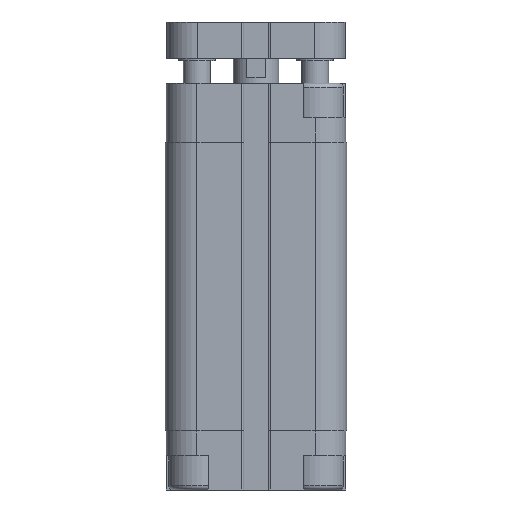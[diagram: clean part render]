
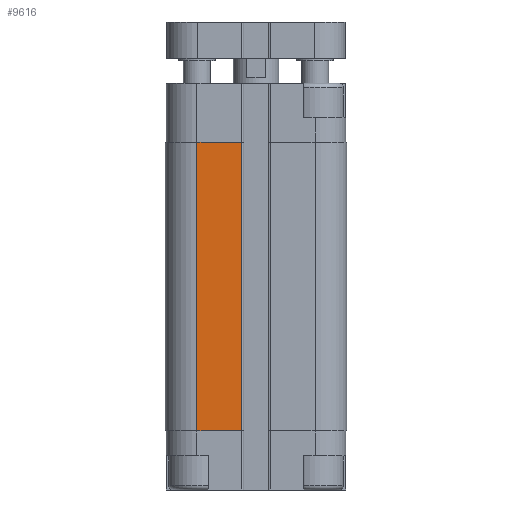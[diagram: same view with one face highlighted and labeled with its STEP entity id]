
A CAD part, front view. The second image highlights one B-rep face of the part: STEP entity #9616.
In plain terms, the highlighted face is planar.
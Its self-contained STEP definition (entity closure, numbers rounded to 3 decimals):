
#142=LINE('',#14670,#984);
#311=LINE('',#15117,#1153);
#346=LINE('',#15235,#1188);
#347=LINE('',#15237,#1189);
#984=VECTOR('',#11342,1000.);
#1153=VECTOR('',#11769,1000.);
#1188=VECTOR('',#11904,1000.);
#1189=VECTOR('',#11907,1000.);
#1799=PLANE('',#10354);
#3197=ORIENTED_EDGE('',*,*,#5708,.F.);
#3198=ORIENTED_EDGE('',*,*,#5767,.F.);
#3199=ORIENTED_EDGE('',*,*,#5482,.T.);
#3200=ORIENTED_EDGE('',*,*,#5768,.T.);
#5482=EDGE_CURVE('',#6874,#6873,#142,.T.);
#5708=EDGE_CURVE('',#7022,#7023,#311,.T.);
#5767=EDGE_CURVE('',#6874,#7022,#346,.T.);
#5768=EDGE_CURVE('',#6873,#7023,#347,.T.);
#6873=VERTEX_POINT('',#14669);
#6874=VERTEX_POINT('',#14671);
#7022=VERTEX_POINT('',#15116);
#7023=VERTEX_POINT('',#15118);
#8140=EDGE_LOOP('',(#3197,#3198,#3199,#3200));
#8864=FACE_BOUND('',#8140,.T.);
#9616=ADVANCED_FACE('',(#8864),#1799,.T.);
#10354=AXIS2_PLACEMENT_3D('',#15236,#11905,#11906);
#11342=DIRECTION('',(-1.,0.,0.));
#11769=DIRECTION('',(-1.,0.,0.));
#11904=DIRECTION('',(0.,0.,1.));
#11905=DIRECTION('',(0.,1.,0.));
#11906=DIRECTION('',(0.,0.,1.));
#11907=DIRECTION('',(0.,0.,1.));
#14669=CARTESIAN_POINT('',(3.1,20.,-76.5));
#14670=CARTESIAN_POINT('',(13.,20.,-76.5));
#14671=CARTESIAN_POINT('',(13.,20.,-76.5));
#15116=CARTESIAN_POINT('',(13.,20.,-13.));
#15117=CARTESIAN_POINT('',(13.,20.,-13.));
#15118=CARTESIAN_POINT('',(3.1,20.,-13.));
#15235=CARTESIAN_POINT('',(13.,20.,-76.5));
#15236=CARTESIAN_POINT('',(13.,20.,-76.5));
#15237=CARTESIAN_POINT('',(3.1,20.,-76.5));
